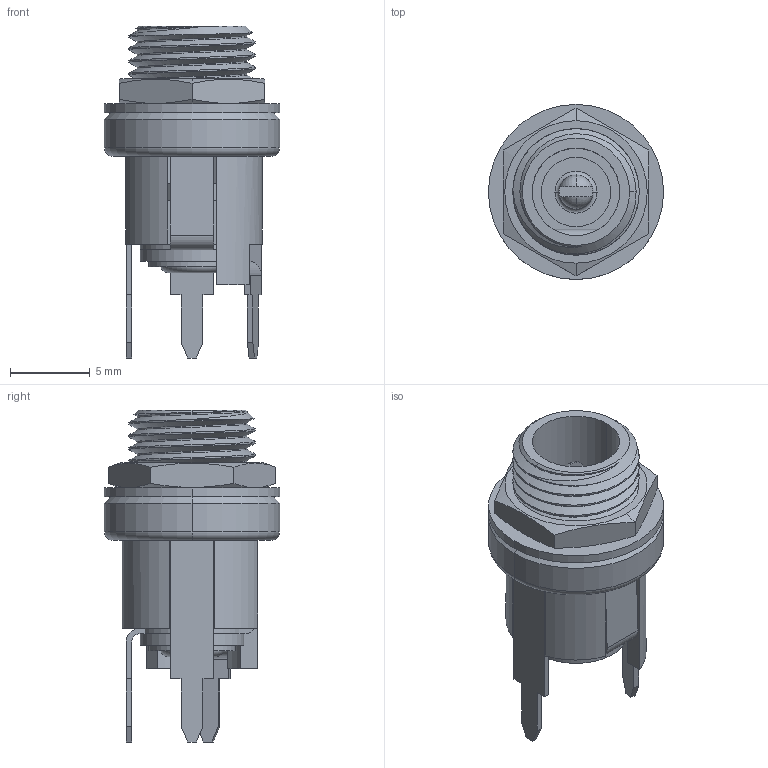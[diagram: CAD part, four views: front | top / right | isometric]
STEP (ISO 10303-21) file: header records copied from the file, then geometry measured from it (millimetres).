
FILE_DESCRIPTION (( 'STEP AP203' ), '1' );
FILE_NAME ('5606N12_Circuit Board Barrel-Style DC Connectors.STEP', '2024-06-17T19:07:56', ( 'Administrator' ), ( 'Managed by Terraform' ), 'SwSTEP 2.0', 'SolidWorks 2017', '' );
FILE_SCHEMA (( 'CONFIG_CONTROL_DESIGN' ));
Length unit declared in the file: inch
Products named in the file (1): 5606N12_Circuit Board Barrel-Style DC Connectors
Bounding box: 11 x 11 x 20.85 mm (x, y, z)
Volume: 692.7 mm3; surface area: 1699.7 mm2
Topology: 7 solids, 7 shells, 189 faces, 500 edges, 325 vertices
Faces by surface type: plane 87, cylinder 75, cone 15, torus 6, sphere 4, bspline 2
Entity records: 6836 total; most frequent: CARTESIAN_POINT 2101, ORIENTED_EDGE 996, DIRECTION 961, EDGE_CURVE 498, AXIS2_PLACEMENT_3D 343, VERTEX_POINT 325, VECTOR 275, LINE 275
